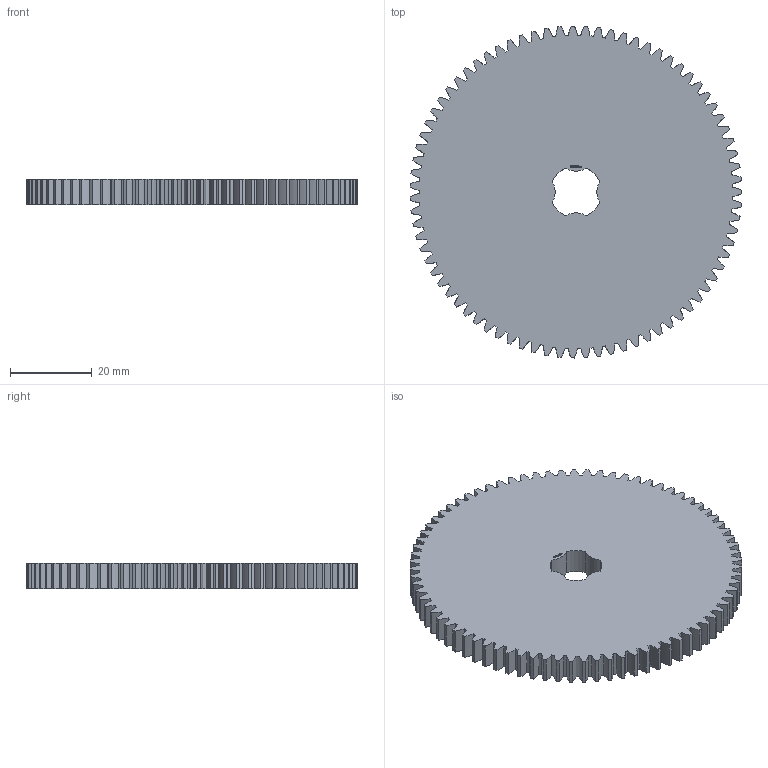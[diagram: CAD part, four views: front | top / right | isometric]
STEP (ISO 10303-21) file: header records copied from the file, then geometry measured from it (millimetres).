
FILE_DESCRIPTION(('FreeCAD Model'),'2;1');
FILE_NAME('Open CASCADE Shape Model','2024-03-10T23:32:29',(''),(''), 'Open CASCADE STEP processor 7.6','FreeCAD','Unknown');
FILE_SCHEMA(('AUTOMOTIVE_DESIGN { 1 0 10303 214 1 1 1 1 }'));
Products named in the file (1): Gear Wheel PLN TTH79 BU00.50 SFT-SHD - SPN-GWH-0294 (stemfie.org)
Bounding box: 80.98 x 81 x 6.25 mm (x, y, z)
Volume: 29838.7 mm3; surface area: 12928.1 mm2
Topology: 1 solids, 1 shells, 791 faces, 2274 edges, 1516 vertices
Faces by surface type: extrusion 458, plane 325, cylinder 8
Entity records: 75638 total; most frequent: CARTESIAN_POINT 27940, DIRECTION 6132, VECTOR 5416, LINE 4958, ORIENTED_EDGE 4548, PCURVE 4548, DEFINITIONAL_REPRESENTATION 4548, B_SPLINE_CURVE_WITH_KNOTS 2290
